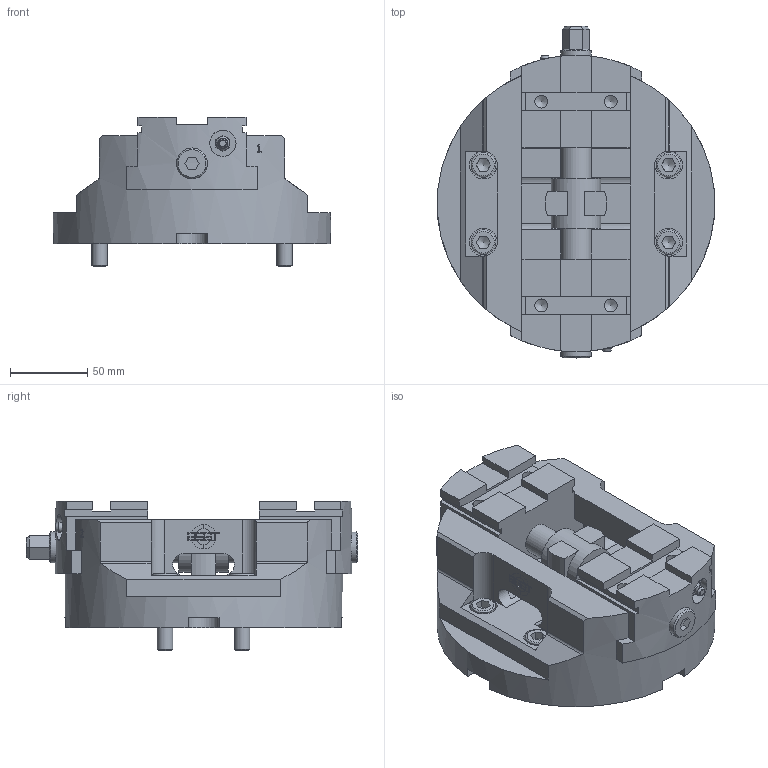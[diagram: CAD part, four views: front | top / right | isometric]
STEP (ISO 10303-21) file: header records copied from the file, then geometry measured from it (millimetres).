
FILE_DESCRIPTION((''),'2;1');
FILE_NAME('200-0180-010-Kunde.stp','2013-09-05T15:14:02',('adam'),(''),'Autodesk Inventor 2013','Autodesk Inventor 2013','');
FILE_SCHEMA(('AUTOMOTIVE_DESIGN { 1 0 10303 214 1 1 1 1 }'));
Length unit declared in the file: millimetre
Products named in the file (1): 200-0180-010-Kunde
Bounding box: 179.88 x 215 x 97 mm (x, y, z)
Volume: 1424260.1 mm3; surface area: 150709.8 mm2
Topology: 1 solids, 3 shells, 690 faces, 1798 edges, 1153 vertices
Faces by surface type: plane 460, cylinder 137, cone 53, bspline 30, torus 8, sphere 2
Full cylindrical faces by diameter (mm): 4 x2, 4.917 x4, 6.917 x2, 8.376 x8, 10 x4, 10.106 x1, 11 x4, 16 x8, 17 x2, 18 x4, 20 x4, 25 x1, 32 x1, 75 x1, 76 x1, 180 x1
Entity records: 21283 total; most frequent: CARTESIAN_POINT 4315, ORIENTED_EDGE 3342, DIRECTION 3227, EDGE_CURVE 1671, VECTOR 1149, LINE 1149, VERTEX_POINT 1114, AXIS2_PLACEMENT_3D 1039
